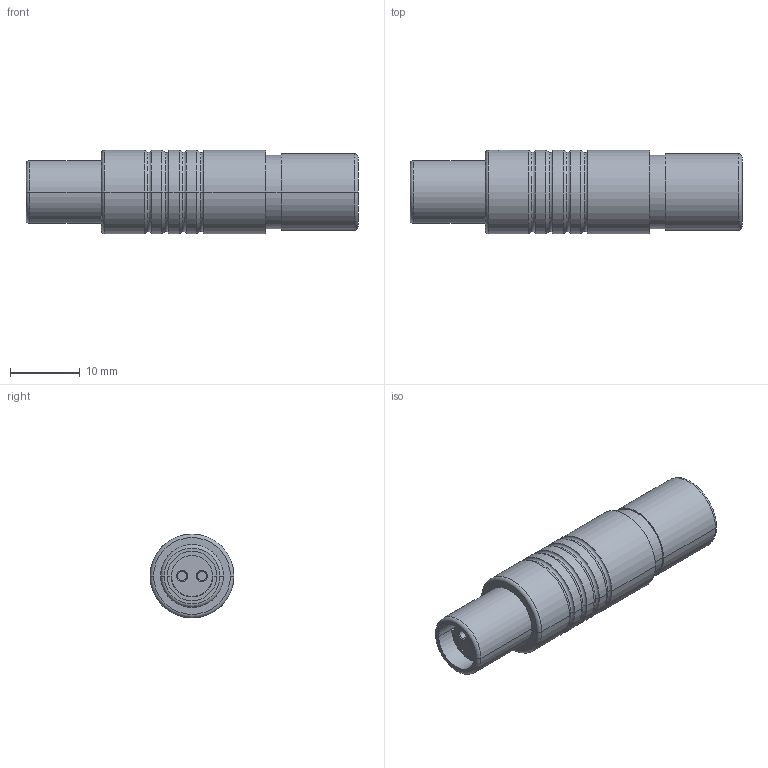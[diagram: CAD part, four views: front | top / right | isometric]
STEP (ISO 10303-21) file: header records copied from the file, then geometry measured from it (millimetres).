
FILE_DESCRIPTION((''),'2;1');
FILE_NAME('S11F1C-P02L','2021-02-03T14:57:47',('RTrager'),(''),'CREO PARAMETRIC BY PTC INC, 2018300','CREO PARAMETRIC BY PTC INC, 2018300','');
FILE_SCHEMA(('AP242_MANAGED_MODEL_BASED_3D_ENGINEERING_MIM_LF { 1 0 10303 442 1 1 4 }'));
Length unit declared in the file: millimetre
Products named in the file (1): S11F1C-P02L
Bounding box: 47.5 x 12 x 12 mm (x, y, z)
Volume: 3642 mm3; surface area: 2966 mm2
Topology: 1 solids, 1 shells, 91 faces, 194 edges, 116 vertices
Faces by surface type: cylinder 45, plane 18, torus 16, cone 12
Entity records: 3712 total; most frequent: CARTESIAN_POINT 543, DIRECTION 470, ORIENTED_EDGE 388, PRESENTATION_STYLE_ASSIGNMENT 235, AXIS2_PLACEMENT_3D 201, STYLED_ITEM 198, CURVE_STYLE 194, EDGE_CURVE 194
